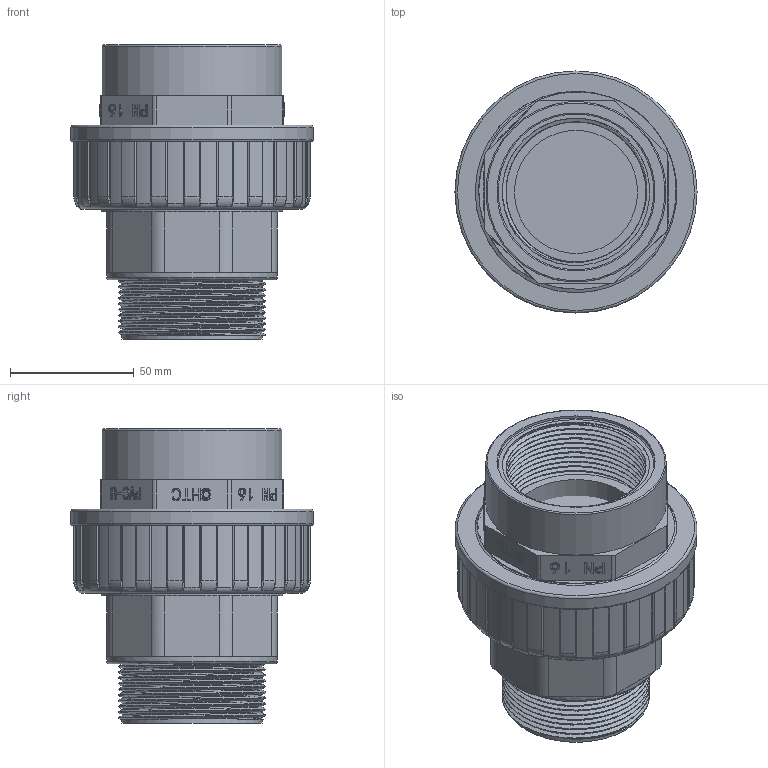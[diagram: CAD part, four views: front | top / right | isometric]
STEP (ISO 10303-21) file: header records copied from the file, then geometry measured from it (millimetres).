
FILE_DESCRIPTION(/* description */ (''),/* implementation_level */ '2;1');
FILE_NAME(/* name */ 'V1F063.stp',/* time_stamp */ '2025-03-29T15:30:39+08:00',/* author */ (''),/* organization */ (''),/* preprocessor_version */ 'ST-DEVELOPER v16',/* originating_system */ 'SIEMENS PLM Software NX 10.0',/* authorisation */ '');
FILE_SCHEMA (('AUTOMOTIVE_DESIGN { 1 0 10303 214 3 1 1 1 }'));
Length unit declared in the file: millimetre
Products named in the file (1): gelv1774380Bv04a
Bounding box: 97.9 x 97.9 x 118.9 mm (x, y, z)
Volume: 220554.4 mm3; surface area: 103397.8 mm2
Topology: 3 solids, 4 shells, 887 faces, 2372 edges, 1560 vertices
Faces by surface type: plane 396, extrusion 224, cylinder 186, bspline 52, torus 29
Full cylindrical faces by diameter (mm): 2 x1, 2.486 x1, 3 x1, 3.315 x1, 45 x1, 49.8 x1, 56.3 x1, 56.656 x10, 59.614 x11, 60 x1, 64 x1, 69 x1, 70 x1, 73 x1, 73.5 x1, 74 x1, 78 x1, 78.576 x18, 81.534 x10, 97.9 x1
Entity records: 41219 total; most frequent: CARTESIAN_POINT 22582, ORIENTED_EDGE 4378, DIRECTION 2751, EDGE_CURVE 2189, VERTEX_POINT 1455, B_SPLINE_CURVE_WITH_KNOTS 1332, VECTOR 987, EDGE_LOOP 941
